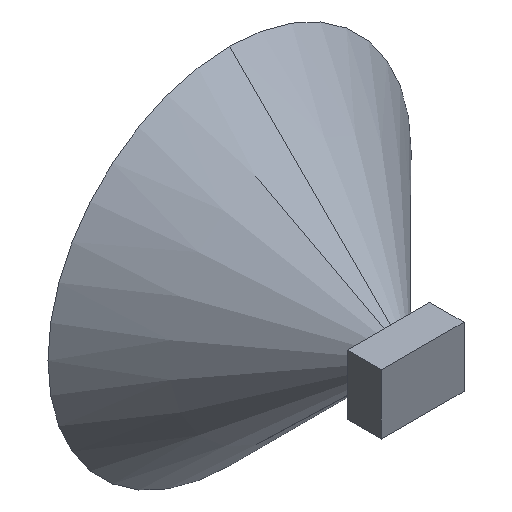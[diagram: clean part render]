
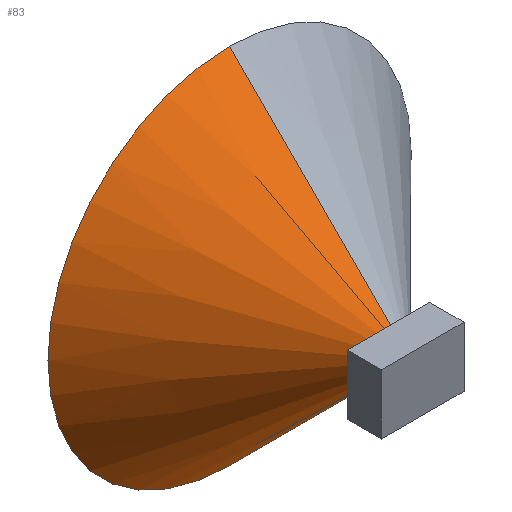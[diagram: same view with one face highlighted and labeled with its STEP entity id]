
A CAD part, isometric view. The second image highlights one B-rep face of the part: STEP entity #83.
In plain terms, the highlighted conical face has half-angle 45 degrees and reference radius 1000 mm.
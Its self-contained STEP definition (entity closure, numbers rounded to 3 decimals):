
#10 = ORIENTED_EDGE ( 'NONE', *, *, #228, .T. ) ;
#28 = CARTESIAN_POINT ( 'NONE',  ( 0.33, 0.67, 0. ) ) ;
#31 = DIRECTION ( 'NONE',  ( 0., 1., 0. ) ) ;
#41 = VERTEX_POINT ( 'NONE', #237 ) ;
#56 = EDGE_CURVE ( 'NONE', #264, #603, #508, .T. ) ;
#83 = ADVANCED_FACE ( 'NONE', ( #535 ), #348, .T. ) ;
#84 = DIRECTION ( 'NONE',  ( 0., 0.707, -0.707 ) ) ;
#93 = CARTESIAN_POINT ( 'NONE',  ( 0.33, 5.97, -5.3 ) ) ;
#96 = CARTESIAN_POINT ( 'NONE',  ( 0.33, 0.67, 0. ) ) ;
#99 = AXIS2_PLACEMENT_3D ( 'NONE', #536, #122, #635 ) ;
#122 = DIRECTION ( 'NONE',  ( 0., -1., 0. ) ) ;
#125 = EDGE_CURVE ( 'NONE', #264, #41, #178, .T. ) ;
#139 = VECTOR ( 'NONE', #84, 1000. ) ;
#154 = ORIENTED_EDGE ( 'NONE', *, *, #56, .F. ) ;
#157 = DIRECTION ( 'NONE',  ( 0., 0.707, 0.707 ) ) ;
#172 = CARTESIAN_POINT ( 'NONE',  ( 0.33, 0.67, 0. ) ) ;
#178 = LINE ( 'NONE', #96, #396 ) ;
#228 = EDGE_CURVE ( 'NONE', #41, #603, #442, .T. ) ;
#237 = CARTESIAN_POINT ( 'NONE',  ( 0.33, 5.97, 5.3 ) ) ;
#264 = VERTEX_POINT ( 'NONE', #172 ) ;
#287 = CARTESIAN_POINT ( 'NONE',  ( 0.33, 1000.67, 0. ) ) ;
#325 = AXIS2_PLACEMENT_3D ( 'NONE', #287, #31, #403 ) ;
#348 = CONICAL_SURFACE ( 'NONE', #325, 1000., 0.785 ) ;
#396 = VECTOR ( 'NONE', #157, 1000. ) ;
#403 = DIRECTION ( 'NONE',  ( 0., 0., 1. ) ) ;
#442 = CIRCLE ( 'NONE', #99, 5.3 ) ;
#508 = LINE ( 'NONE', #28, #139 ) ;
#527 = EDGE_LOOP ( 'NONE', ( #154, #625, #10 ) ) ;
#535 = FACE_OUTER_BOUND ( 'NONE', #527, .T. ) ;
#536 = CARTESIAN_POINT ( 'NONE',  ( 0.33, 5.97, 0. ) ) ;
#603 = VERTEX_POINT ( 'NONE', #93 ) ;
#625 = ORIENTED_EDGE ( 'NONE', *, *, #125, .T. ) ;
#635 = DIRECTION ( 'NONE',  ( 0., 0., -1. ) ) ;
